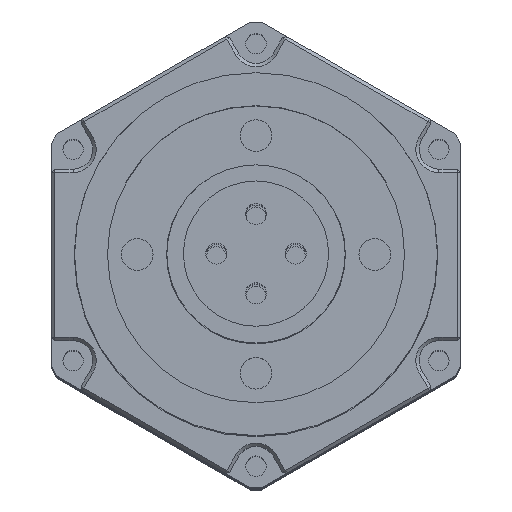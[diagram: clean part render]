
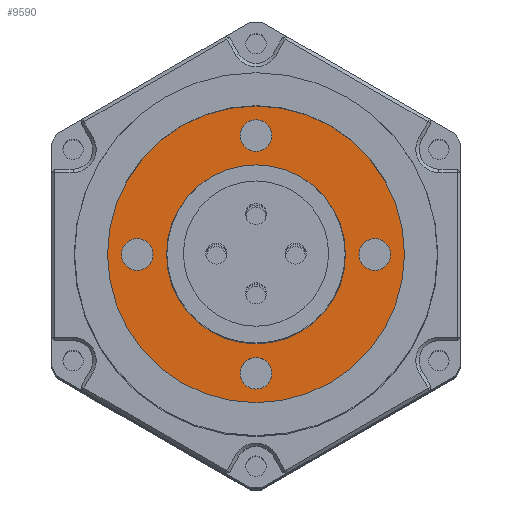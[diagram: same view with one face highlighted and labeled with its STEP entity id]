
A CAD part, top view. The second image highlights one B-rep face of the part: STEP entity #9590.
In plain terms, the highlighted planar face has unit normal (0, 0, 1).
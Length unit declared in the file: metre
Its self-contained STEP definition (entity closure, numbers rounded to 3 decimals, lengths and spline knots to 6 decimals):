
#447=PLANE('',#11099);
#4371=ORIENTED_EDGE('',*,*,#5775,.F.);
#4372=ORIENTED_EDGE('',*,*,#5776,.F.);
#4373=ORIENTED_EDGE('',*,*,#5777,.F.);
#4374=ORIENTED_EDGE('',*,*,#5778,.F.);
#4375=ORIENTED_EDGE('',*,*,#5771,.F.);
#4376=ORIENTED_EDGE('',*,*,#5774,.T.);
#5771=EDGE_CURVE('',#6705,#6705,#7164,.T.);
#5774=EDGE_CURVE('',#6708,#6708,#7167,.T.);
#5775=EDGE_CURVE('',#6709,#6709,#7168,.T.);
#5776=EDGE_CURVE('',#6710,#6710,#7169,.T.);
#5777=EDGE_CURVE('',#6711,#6711,#7170,.T.);
#5778=EDGE_CURVE('',#6712,#6712,#7171,.T.);
#6705=VERTEX_POINT('',#18730);
#6708=VERTEX_POINT('',#18738);
#6709=VERTEX_POINT('',#18742);
#6710=VERTEX_POINT('',#18744);
#6711=VERTEX_POINT('',#18746);
#6712=VERTEX_POINT('',#18748);
#7164=CIRCLE('',#11092,0.01355);
#7167=CIRCLE('',#11097,0.0225);
#7168=CIRCLE('',#11100,0.0024);
#7169=CIRCLE('',#11101,0.0024);
#7170=CIRCLE('',#11102,0.0024);
#7171=CIRCLE('',#11103,0.0024);
#7986=EDGE_LOOP('',(#4371));
#7987=EDGE_LOOP('',(#4372));
#7988=EDGE_LOOP('',(#4373));
#7989=EDGE_LOOP('',(#4374));
#7990=EDGE_LOOP('',(#4375));
#7991=EDGE_LOOP('',(#4376));
#8861=FACE_BOUND('',#7986,.T.);
#8862=FACE_BOUND('',#7987,.T.);
#8863=FACE_BOUND('',#7988,.T.);
#8864=FACE_BOUND('',#7989,.T.);
#8865=FACE_BOUND('',#7990,.T.);
#8866=FACE_BOUND('',#7991,.T.);
#9590=ADVANCED_FACE('',(#8861,#8862,#8863,#8864,#8865,#8866),#447,.T.);
#11092=AXIS2_PLACEMENT_3D('',#18729,#13668,#13669);
#11097=AXIS2_PLACEMENT_3D('',#18737,#13678,#13679);
#11099=AXIS2_PLACEMENT_3D('',#18740,#13682,#13683);
#11100=AXIS2_PLACEMENT_3D('',#18741,#13684,#13685);
#11101=AXIS2_PLACEMENT_3D('',#18743,#13686,#13687);
#11102=AXIS2_PLACEMENT_3D('',#18745,#13688,#13689);
#11103=AXIS2_PLACEMENT_3D('',#18747,#13690,#13691);
#13668=DIRECTION('',(0.,0.,1.));
#13669=DIRECTION('',(1.,0.,0.));
#13678=DIRECTION('',(0.,0.,1.));
#13679=DIRECTION('',(1.,0.,0.));
#13682=DIRECTION('',(0.,0.,1.));
#13683=DIRECTION('',(1.,0.,0.));
#13684=DIRECTION('',(0.,0.,1.));
#13685=DIRECTION('',(1.,0.,0.));
#13686=DIRECTION('',(0.,0.,1.));
#13687=DIRECTION('',(1.,0.,0.));
#13688=DIRECTION('',(0.,0.,1.));
#13689=DIRECTION('',(1.,0.,0.));
#13690=DIRECTION('',(0.,0.,1.));
#13691=DIRECTION('',(1.,0.,0.));
#18729=CARTESIAN_POINT('',(0.,0.,0.0213));
#18730=CARTESIAN_POINT('',(0.01355,0.,0.0213));
#18737=CARTESIAN_POINT('',(0.,0.,0.0213));
#18738=CARTESIAN_POINT('',(0.0225,0.,0.0213));
#18740=CARTESIAN_POINT('',(0.,0.,0.0213));
#18741=CARTESIAN_POINT('',(0.018,0.,0.0213));
#18742=CARTESIAN_POINT('',(0.0204,0.,0.0213));
#18743=CARTESIAN_POINT('',(0.,0.018,0.0213));
#18744=CARTESIAN_POINT('',(0.0024,0.018,0.0213));
#18745=CARTESIAN_POINT('',(-0.018,0.,0.0213));
#18746=CARTESIAN_POINT('',(-0.0156,0.,0.0213));
#18747=CARTESIAN_POINT('',(0.,-0.018,0.0213));
#18748=CARTESIAN_POINT('',(0.0024,-0.018,0.0213));
